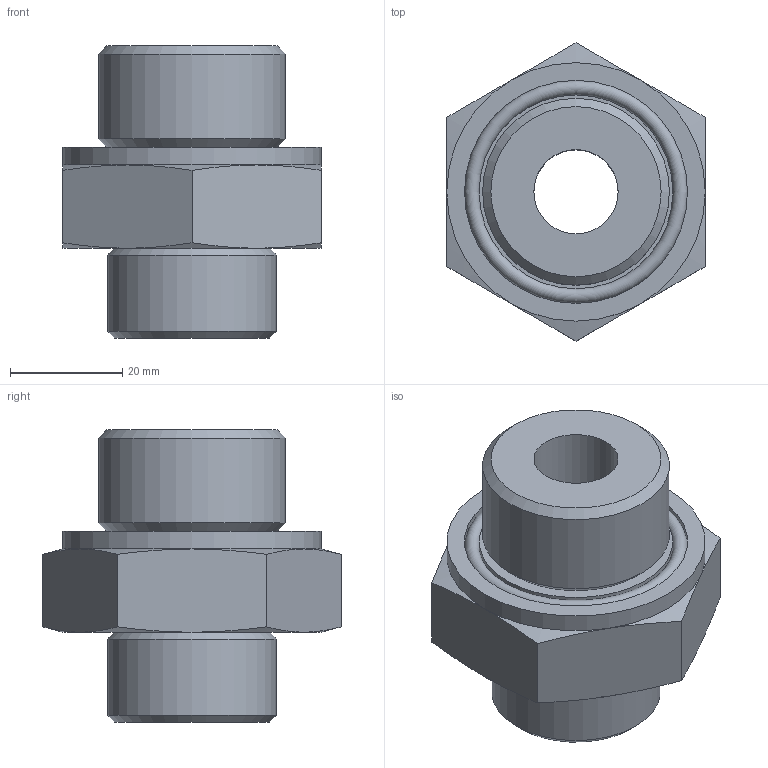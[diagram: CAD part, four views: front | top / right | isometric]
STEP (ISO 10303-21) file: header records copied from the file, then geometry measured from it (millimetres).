
FILE_DESCRIPTION(/* description */ ('STEP AP203'),/* implementation_level */ '2;1');
FILE_NAME(/* name */ 'Stud Connector GOG 20-01',/* time_stamp */ '2024-12-20T08:45:52+01:00',/* author */ ('License CC BY-ND 4.0'),/* organization */ ('CADENAS'),/* preprocessor_version */ 'ST-DEVELOPER v19.3',/* originating_system */ 'PARTsolutions',/* authorisation */ ' ');
FILE_SCHEMA (('CONFIG_CONTROL_DESIGN'));
Length unit declared in the file: millimetre
Products named in the file (1): Einschraubstutzen GOG 20-01
Bounding box: 46 x 53.12 x 52 mm (x, y, z)
Volume: 47876.1 mm3; surface area: 12654.2 mm2
Topology: 1 solids, 1 shells, 37 faces, 74 edges, 43 vertices
Faces by surface type: cone 17, plane 12, cylinder 7, torus 1
Full cylindrical faces by diameter (mm): 15 x1, 20 x1, 30 x1, 33.249 x1, 34.5 x1, 39.7 x1, 46 x1
Entity records: 1183 total; most frequent: CARTESIAN_POINT 212, DIRECTION 142, ORIENTED_EDGE 120, AXIS2_PLACEMENT_3D 68, EDGE_CURVE 60, EDGE_LOOP 56, FACE_BOUND 56, VERTEX_POINT 42
